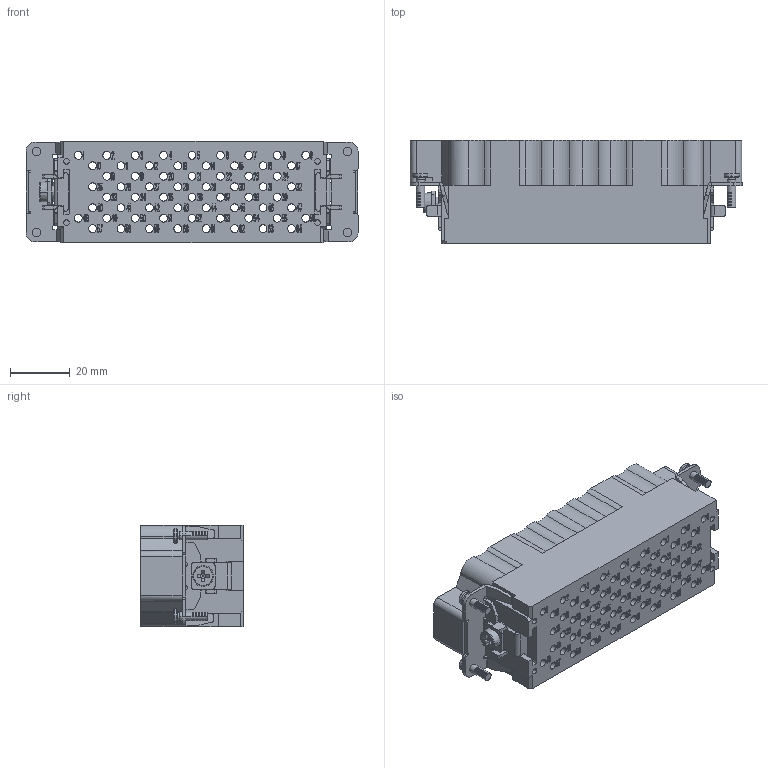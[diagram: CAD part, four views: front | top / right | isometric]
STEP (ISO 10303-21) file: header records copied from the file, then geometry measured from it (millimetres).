
FILE_DESCRIPTION((''),'2;1');
FILE_NAME('3D_1230640100001_HEE-064-MC_V1_','2020-10-13T',('lian.chen'),(''),'PRO/ENGINEER BY PARAMETRIC TECHNOLOGY CORPORATION, 2012480','PRO/ENGINEER BY PARAMETRIC TECHNOLOGY CORPORATION, 2012480','');
FILE_SCHEMA(('AUTOMOTIVE_DESIGN { 1 0 10303 214 1 1 1 1 }'));
Products named in the file (1): 3D_1230640100001_HEE-064-MC_V1_
Bounding box: 111 x 34.4 x 33.8 mm (x, y, z)
Volume: 64591.6 mm3; surface area: 40252.6 mm2
Topology: 1 solids, 1 shells, 9653 faces, 27857 edges, 18632 vertices
Faces by surface type: plane 9141, cylinder 330, cone 146, bspline 32, extrusion 2, torus 2
Entity records: 313373 total; most frequent: CARTESIAN_POINT 59089, ORIENTED_EDGE 55714, DIRECTION 47497, EDGE_CURVE 27857, VECTOR 26301, LINE 26299, VERTEX_POINT 18632, AXIS2_PLACEMENT_3D 10598
